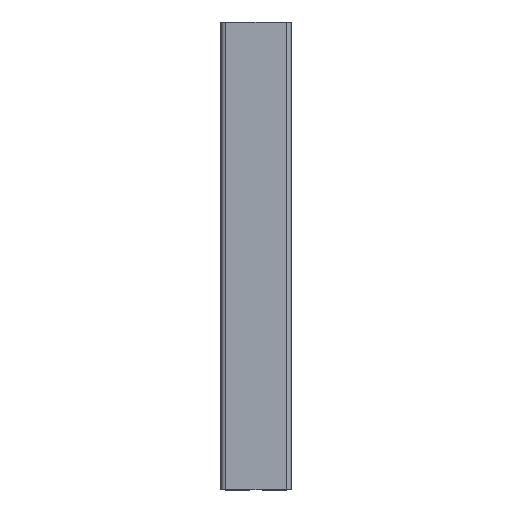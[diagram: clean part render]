
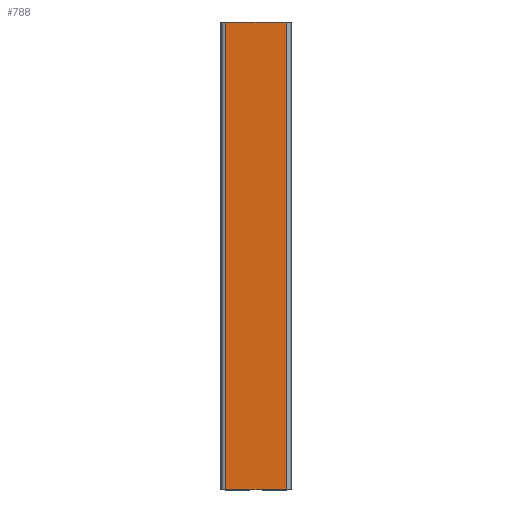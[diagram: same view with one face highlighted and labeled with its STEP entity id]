
A CAD part, top view. The second image highlights one B-rep face of the part: STEP entity #788.
In plain terms, the highlighted face is planar.
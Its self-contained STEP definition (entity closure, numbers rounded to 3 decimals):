
#48 = CARTESIAN_POINT ( 'NONE',  ( -19.5, 22.5, -300. ) ) ;
#50 = LINE ( 'NONE', #48, #3975 ) ;
#61 = DIRECTION ( 'NONE',  ( 0., 0., 1. ) ) ;
#96 = CARTESIAN_POINT ( 'NONE',  ( 19.5, 22.5, -300. ) ) ;
#105 = DIRECTION ( 'NONE',  ( -1., 0., 0. ) ) ;
#107 = LINE ( 'NONE', #96, #3932 ) ;
#444 = LINE ( 'NONE', #460, #3934 ) ;
#457 = DIRECTION ( 'NONE',  ( -1., 0., 0. ) ) ;
#460 = CARTESIAN_POINT ( 'NONE',  ( 19.5, 22.5, 0. ) ) ;
#788 = ADVANCED_FACE ( 'PLANAR_1', ( #3490 ), #3522, .T. ) ;
#909 = EDGE_CURVE ( 'NONE', #3006, #3022, #5191, .T. ) ;
#929 = EDGE_CURVE ( 'NONE', #3022, #3020, #444, .T. ) ;
#951 = EDGE_CURVE ( 'NONE', #3015, #3020, #50, .T. ) ;
#963 = EDGE_CURVE ( 'NONE', #3006, #3015, #107, .T. ) ;
#1496 = EDGE_LOOP ( 'NONE', ( #1874, #1854, #1855, #1828 ) ) ;
#1828 = ORIENTED_EDGE ( 'NONE', *, *, #951, .T. ) ;
#1854 = ORIENTED_EDGE ( 'NONE', *, *, #909, .F. ) ;
#1855 = ORIENTED_EDGE ( 'NONE', *, *, #963, .T. ) ;
#1874 = ORIENTED_EDGE ( 'NONE', *, *, #929, .F. ) ;
#2647 = CARTESIAN_POINT ( 'NONE',  ( 19.5, 22.5, -300. ) ) ;
#2648 = CARTESIAN_POINT ( 'NONE',  ( -19.5, 22.5, -300. ) ) ;
#2670 = CARTESIAN_POINT ( 'NONE',  ( 19.5, 22.5, 0. ) ) ;
#2684 = CARTESIAN_POINT ( 'NONE',  ( -19.5, 22.5, 0. ) ) ;
#3006 = VERTEX_POINT ( 'NONE', #2647 ) ;
#3015 = VERTEX_POINT ( 'NONE', #2648 ) ;
#3020 = VERTEX_POINT ( 'NONE', #2684 ) ;
#3022 = VERTEX_POINT ( 'NONE', #2670 ) ;
#3490 = FACE_OUTER_BOUND ( 'NONE', #1496, .T. ) ;
#3498 = DIRECTION ( 'NONE',  ( -1., 0., 0. ) ) ;
#3511 = CARTESIAN_POINT ( 'NONE',  ( 19.5, 22.5, -300. ) ) ;
#3513 = DIRECTION ( 'NONE',  ( 0., 1., 0. ) ) ;
#3522 = PLANE ( 'NONE',  #3767 ) ;
#3767 = AXIS2_PLACEMENT_3D ( 'NONE', #3511, #3513, #3498 ) ;
#3882 = VECTOR ( 'NONE', #5222, 1000. ) ;
#3932 = VECTOR ( 'NONE', #105, 1000. ) ;
#3934 = VECTOR ( 'NONE', #457, 1000. ) ;
#3975 = VECTOR ( 'NONE', #61, 1000. ) ;
#5191 = LINE ( 'NONE', #5205, #3882 ) ;
#5205 = CARTESIAN_POINT ( 'NONE',  ( 19.5, 22.5, -300. ) ) ;
#5222 = DIRECTION ( 'NONE',  ( 0., 0., 1. ) ) ;
